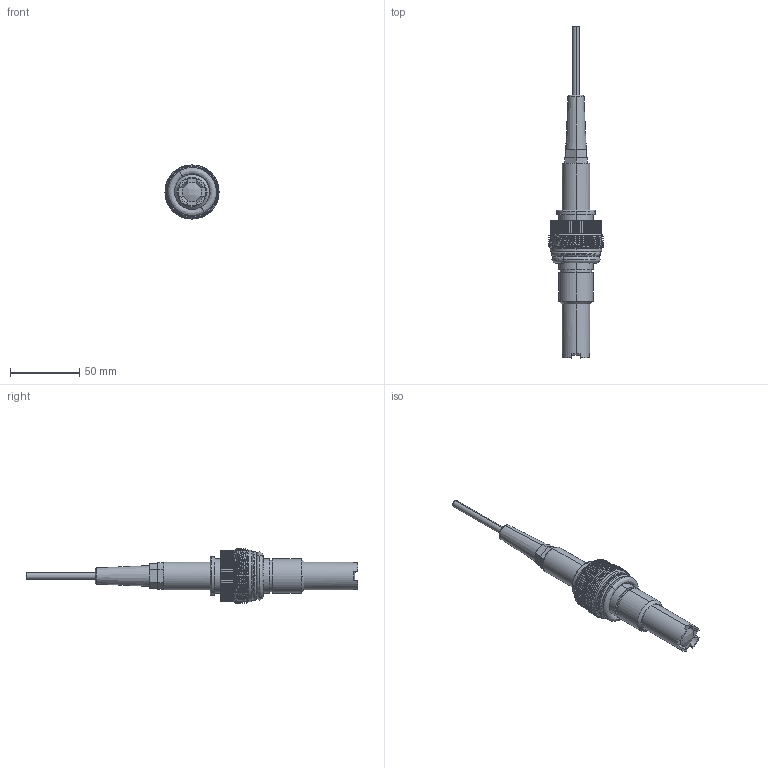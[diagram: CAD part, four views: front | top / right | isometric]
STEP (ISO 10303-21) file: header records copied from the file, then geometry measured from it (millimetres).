
FILE_DESCRIPTION (( 'STEP AP214' ), '1' );
FILE_NAME ('SRWQ100-YL105-9001_3D.STEP', '2022-03-11T17:18:05', ( '' ), ( '' ), 'SwSTEP 2.0', 'SolidWorks 2021', '' );
FILE_SCHEMA (( 'AUTOMOTIVE_DESIGN' ));
Length unit declared in the file: inch
Products named in the file (4): SRWQ100-YL105-9001_3D; AB2; AB1; AB3
Assembly tree (3 placements, depth 2):
  SRWQ100-YL105-9001_3D
    AB1
    AB2
    AB3
Bounding box: 39 x 239.5 x 39 mm (x, y, z)
Volume: 80804.2 mm3; surface area: 23066.4 mm2
Topology: 3 solids, 3 shells, 905 faces, 2382 edges, 1274 vertices
Faces by surface type: bspline 386, cylinder 377, plane 125, cone 17
Entity records: 42276 total; most frequent: CARTESIAN_POINT 23499, ORIENTED_EDGE 4332, DIRECTION 3437, EDGE_CURVE 2166, AXIS2_PLACEMENT_3D 1454, VERTEX_POINT 1274, CIRCLE 929, EDGE_LOOP 916
